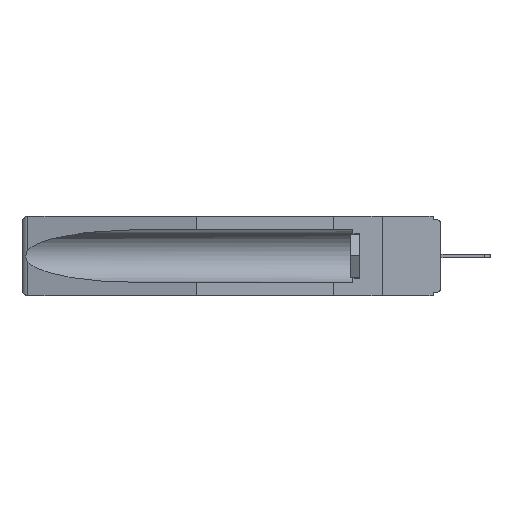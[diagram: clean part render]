
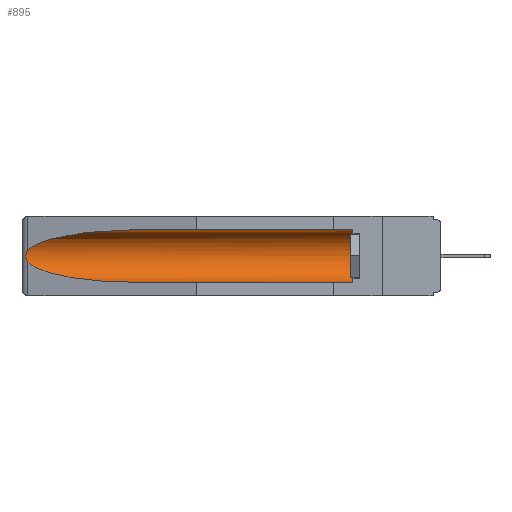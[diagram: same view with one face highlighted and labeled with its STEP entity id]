
A CAD part, left-side view. The second image highlights one B-rep face of the part: STEP entity #895.
In plain terms, the highlighted cylindrical face has radius 2.857 mm (diameter 5.715 mm), a partial arc.
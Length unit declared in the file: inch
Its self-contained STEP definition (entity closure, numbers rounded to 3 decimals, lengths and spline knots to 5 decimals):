
#13 = CARTESIAN_POINT ( 'NONE',  ( 0.155, 0.126, -0.284 ) ) ;
#41 = EDGE_LOOP ( 'NONE', ( #20369, #18869, #21032, #6701, #8241, #23394 ) ) ;
#99 = CIRCLE ( 'NONE', #8589, 0.1125 ) ;
#259 = VERTEX_POINT ( 'NONE', #22807 ) ;
#481 = CARTESIAN_POINT ( 'NONE',  ( 0.26537, 1.52718, -0.14972 ) ) ;
#895 = ADVANCED_FACE ( 'NONE', ( #18940 ), #3038, .F. ) ;
#1519 = CARTESIAN_POINT ( 'NONE',  ( 0.26537, 1.52718, -0.14972 ) ) ;
#1524 = CARTESIAN_POINT ( 'NONE',  ( 0.155, -0.30754, -0.1715 ) ) ;
#1937 = CARTESIAN_POINT ( 'NONE',  ( 0.155, 1.07973, -0.284 ) ) ;
#2950 = DIRECTION ( 'NONE',  ( 0., 1., 0. ) ) ;
#2970 = CARTESIAN_POINT ( 'NONE',  ( 0.155, -0.30754, -0.059 ) ) ;
#3038 = CYLINDRICAL_SURFACE ( 'NONE', #20920, 0.1125 ) ;
#3208 = DIRECTION ( 'NONE',  ( 0., -1., 0. ) ) ;
#3458 = DIRECTION ( 'NONE',  ( 0., 1., 0. ) ) ;
#3497 = EDGE_CURVE ( 'NONE', #11121, #259, #23892, .T. ) ;
#4305 = EDGE_CURVE ( 'NONE', #259, #21769, #9893, .T. ) ;
#4980 = VECTOR ( 'NONE', #3458, 39.37008 ) ;
#5747 = EDGE_CURVE ( 'NONE', #18382, #15644, #6035, .T. ) ;
#6035 = LINE ( 'NONE', #22543, #21248 ) ;
#6209 = CARTESIAN_POINT ( 'NONE',  ( 0.21114, 1.30732, -0.284 ) ) ;
#6394 = CARTESIAN_POINT ( 'NONE',  ( 0.2673, 1.5327, -0.16383 ) ) ;
#6701 = ORIENTED_EDGE ( 'NONE', *, *, #5747, .F. ) ;
#8167 = CARTESIAN_POINT ( 'NONE',  ( 0.26597, 1.52961, -0.15275 ) ) ;
#8241 = ORIENTED_EDGE ( 'NONE', *, *, #16057, .T. ) ;
#8257 = CARTESIAN_POINT ( 'NONE',  ( 0.2675, 1.53308, -0.17534 ) ) ;
#8589 = AXIS2_PLACEMENT_3D ( 'NONE', #14339, #3208, #16193 ) ;
#9893 =( BOUNDED_CURVE ( )  B_SPLINE_CURVE ( 3, ( #19540, #19544, #12201, #481 ),
 .UNSPECIFIED., .F., .F. ) 
 B_SPLINE_CURVE_WITH_KNOTS ( ( 4, 4 ),
 ( 4.71239, 6.08839 ),
 .UNSPECIFIED. ) 
 CURVE ( )  GEOMETRIC_REPRESENTATION_ITEM ( )  RATIONAL_B_SPLINE_CURVE ( ( 1., 0.848, 0.848, 1. ) ) 
 REPRESENTATION_ITEM ( '' )  );
#10129 = CARTESIAN_POINT ( 'NONE',  ( 0.26655, 1.53094, -0.18657 ) ) ;
#11121 = VERTEX_POINT ( 'NONE', #16298 ) ;
#11990 = CARTESIAN_POINT ( 'NONE',  ( 0.26537, 1.52718, -0.19328 ) ) ;
#12201 = CARTESIAN_POINT ( 'NONE',  ( 0.25451, 1.48313, -0.09465 ) ) ;
#12444 =( BOUNDED_CURVE ( )  B_SPLINE_CURVE ( 3, ( #20832, #15448, #6209, #19104 ),
 .UNSPECIFIED., .F., .F. ) 
 B_SPLINE_CURVE_WITH_KNOTS ( ( 4, 4 ),
 ( 0.1948, 1.5708 ),
 .UNSPECIFIED. ) 
 CURVE ( )  GEOMETRIC_REPRESENTATION_ITEM ( )  RATIONAL_B_SPLINE_CURVE ( ( 1., 0.848, 0.848, 1. ) ) 
 REPRESENTATION_ITEM ( '' )  );
#13784 = CARTESIAN_POINT ( 'NONE',  ( 0.26537, 1.52718, -0.14972 ) ) ;
#14179 = EDGE_CURVE ( 'NONE', #21769, #16519, #23685, .T. ) ;
#14339 = CARTESIAN_POINT ( 'NONE',  ( 0.155, 0.126, -0.1715 ) ) ;
#15448 = CARTESIAN_POINT ( 'NONE',  ( 0.25451, 1.48313, -0.24835 ) ) ;
#15644 = VERTEX_POINT ( 'NONE', #1937 ) ;
#16057 = EDGE_CURVE ( 'NONE', #18382, #11121, #99, .T. ) ;
#16193 = DIRECTION ( 'NONE',  ( 0., 0., 1. ) ) ;
#16298 = CARTESIAN_POINT ( 'NONE',  ( 0.155, 0.126, -0.059 ) ) ;
#16519 = VERTEX_POINT ( 'NONE', #21130 ) ;
#17490 = CARTESIAN_POINT ( 'NONE',  ( 0.26654, 1.53092, -0.15636 ) ) ;
#18382 = VERTEX_POINT ( 'NONE', #13 ) ;
#18869 = ORIENTED_EDGE ( 'NONE', *, *, #14179, .T. ) ;
#18940 = FACE_OUTER_BOUND ( 'NONE', #41, .T. ) ;
#19104 = CARTESIAN_POINT ( 'NONE',  ( 0.155, 1.07973, -0.284 ) ) ;
#19283 = CARTESIAN_POINT ( 'NONE',  ( 0.2675, 1.53308, -0.16763 ) ) ;
#19540 = CARTESIAN_POINT ( 'NONE',  ( 0.155, 1.07973, -0.059 ) ) ;
#19544 = CARTESIAN_POINT ( 'NONE',  ( 0.21114, 1.30732, -0.059 ) ) ;
#20369 = ORIENTED_EDGE ( 'NONE', *, *, #4305, .T. ) ;
#20487 = DIRECTION ( 'NONE',  ( 0., 1., 0. ) ) ;
#20832 = CARTESIAN_POINT ( 'NONE',  ( 0.26537, 1.52718, -0.19328 ) ) ;
#20920 = AXIS2_PLACEMENT_3D ( 'NONE', #1524, #2950, #23479 ) ;
#21032 = ORIENTED_EDGE ( 'NONE', *, *, #22616, .T. ) ;
#21072 = CARTESIAN_POINT ( 'NONE',  ( 0.2673, 1.53269, -0.17917 ) ) ;
#21130 = CARTESIAN_POINT ( 'NONE',  ( 0.26537, 1.52718, -0.19328 ) ) ;
#21248 = VECTOR ( 'NONE', #20487, 39.37008 ) ;
#21769 = VERTEX_POINT ( 'NONE', #1519 ) ;
#22543 = CARTESIAN_POINT ( 'NONE',  ( 0.155, -0.30754, -0.284 ) ) ;
#22616 = EDGE_CURVE ( 'NONE', #16519, #15644, #12444, .T. ) ;
#22807 = CARTESIAN_POINT ( 'NONE',  ( 0.155, 1.07973, -0.059 ) ) ;
#22874 = CARTESIAN_POINT ( 'NONE',  ( 0.26597, 1.5296, -0.19026 ) ) ;
#23394 = ORIENTED_EDGE ( 'NONE', *, *, #3497, .T. ) ;
#23479 = DIRECTION ( 'NONE',  ( 0., 0., 1. ) ) ;
#23685 = B_SPLINE_CURVE_WITH_KNOTS ( 'NONE', 3,
 ( #13784, #8167, #17490, #6394, #19283, #8257, #21072, #10129, #22874, #11990 ),
 .UNSPECIFIED., .F., .F.,
 ( 4, 2, 2, 2, 4 ),
 ( 0., 0.00029, 0.00058, 0.00087, 0.00117 ),
 .UNSPECIFIED. ) ;
#23892 = LINE ( 'NONE', #2970, #4980 ) ;
